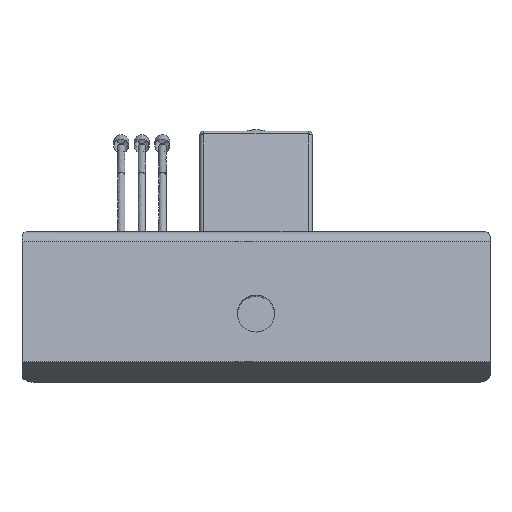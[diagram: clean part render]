
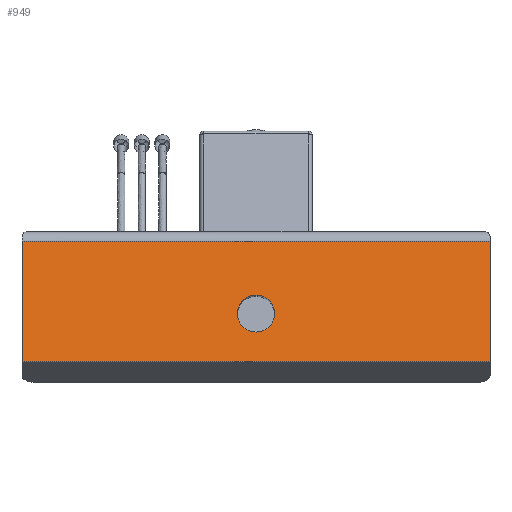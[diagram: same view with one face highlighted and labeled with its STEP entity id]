
A CAD part, front view. The second image highlights one B-rep face of the part: STEP entity #949.
In plain terms, the highlighted planar face has unit normal (0, -0.985, 0.174).
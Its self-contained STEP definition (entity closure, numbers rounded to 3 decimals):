
#83=FACE_BOUND('',#189,.T.);
#86=PLANE('',#1044);
#113=FACE_OUTER_BOUND('',#188,.T.);
#188=EDGE_LOOP('',(#647,#648,#649,#650));
#189=EDGE_LOOP('',(#651));
#264=LINE('',#1541,#317);
#265=LINE('',#1543,#318);
#266=LINE('',#1545,#319);
#267=LINE('',#1546,#320);
#317=VECTOR('',#1198,10.);
#318=VECTOR('',#1199,10.);
#319=VECTOR('',#1200,10.);
#320=VECTOR('',#1201,10.);
#369=CIRCLE('',#1041,50.);
#423=VERTEX_POINT('',#1532);
#425=VERTEX_POINT('',#1539);
#426=VERTEX_POINT('',#1540);
#427=VERTEX_POINT('',#1542);
#428=VERTEX_POINT('',#1544);
#501=EDGE_CURVE('',#423,#423,#369,.T.);
#504=EDGE_CURVE('',#425,#426,#264,.T.);
#505=EDGE_CURVE('',#427,#425,#265,.T.);
#506=EDGE_CURVE('',#427,#428,#266,.T.);
#507=EDGE_CURVE('',#426,#428,#267,.T.);
#647=ORIENTED_EDGE('',*,*,#504,.F.);
#648=ORIENTED_EDGE('',*,*,#505,.F.);
#649=ORIENTED_EDGE('',*,*,#506,.T.);
#650=ORIENTED_EDGE('',*,*,#507,.F.);
#651=ORIENTED_EDGE('',*,*,#501,.T.);
#949=ADVANCED_FACE('',(#113,#83),#86,.T.);
#1041=AXIS2_PLACEMENT_3D('',#1533,#1189,#1190);
#1044=AXIS2_PLACEMENT_3D('',#1538,#1196,#1197);
#1189=DIRECTION('center_axis',(0.,0.985,-0.174));
#1190=DIRECTION('ref_axis',(-1.,0.,0.));
#1196=DIRECTION('center_axis',(0.,-0.985,0.174));
#1197=DIRECTION('ref_axis',(0.,-0.174,-0.985));
#1198=DIRECTION('',(1.,0.,0.));
#1199=DIRECTION('',(0.,0.174,0.985));
#1200=DIRECTION('',(1.,0.,0.));
#1201=DIRECTION('',(0.,-0.174,-0.985));
#1532=CARTESIAN_POINT('',(-575.,-571.826,932.887));
#1533=CARTESIAN_POINT('Origin',(-625.,-571.826,932.887));
#1538=CARTESIAN_POINT('Origin',(-625.,-529.696,1171.822));
#1539=CARTESIAN_POINT('',(-1250.,-537.738,1126.211));
#1540=CARTESIAN_POINT('',(0.,-537.738,1126.211));
#1541=CARTESIAN_POINT('',(-625.,-537.738,1126.211));
#1542=CARTESIAN_POINT('',(-1250.,-594.54,804.07));
#1543=CARTESIAN_POINT('',(-1250.,-594.54,804.07));
#1544=CARTESIAN_POINT('',(0.,-594.54,804.07));
#1545=CARTESIAN_POINT('',(-625.,-594.54,804.07));
#1546=CARTESIAN_POINT('',(0.,-594.54,804.07));
